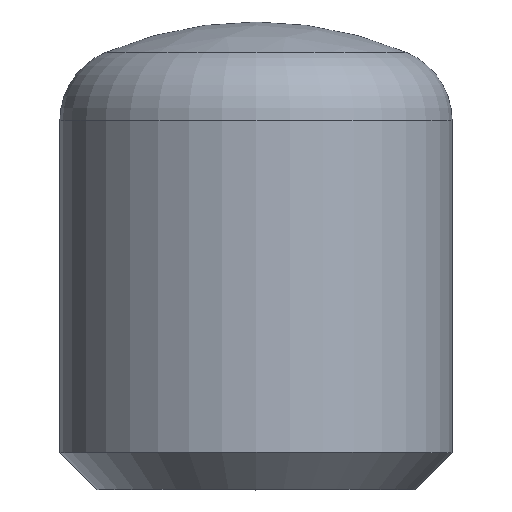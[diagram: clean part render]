
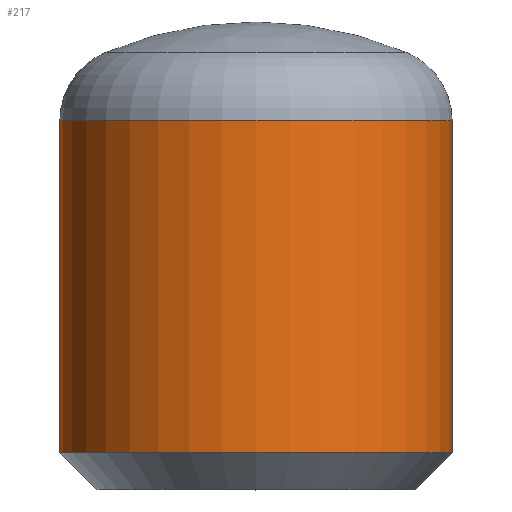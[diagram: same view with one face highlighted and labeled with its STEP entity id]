
A CAD part, top view. The second image highlights one B-rep face of the part: STEP entity #217.
In plain terms, the highlighted cylindrical face has radius 10.65 mm (diameter 21.3 mm), a partial arc.
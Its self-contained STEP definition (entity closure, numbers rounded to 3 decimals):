
#20 = CARTESIAN_POINT ( 'NONE',  ( -10.65, 2817.965, 0. ) ) ;
#31 = ORIENTED_EDGE ( 'NONE', *, *, #419, .F. ) ;
#32 = DIRECTION ( 'NONE',  ( -1., 0., 0. ) ) ;
#49 = EDGE_CURVE ( 'NONE', #208, #360, #52, .T. ) ;
#52 = LINE ( 'NONE', #20, #413 ) ;
#77 = VERTEX_POINT ( 'NONE', #304 ) ;
#99 = DIRECTION ( 'NONE',  ( 0., 1., 0. ) ) ;
#100 = VECTOR ( 'NONE', #240, 1000. ) ;
#103 = CYLINDRICAL_SURFACE ( 'NONE', #206, 10.65 ) ;
#106 = CIRCLE ( 'NONE', #303, 10.65 ) ;
#107 = VERTEX_POINT ( 'NONE', #339 ) ;
#137 = CARTESIAN_POINT ( 'NONE',  ( 0., 2817.965, 0. ) ) ;
#175 = EDGE_CURVE ( 'NONE', #208, #107, #106, .T. ) ;
#177 = DIRECTION ( 'NONE',  ( 0., 1., 0. ) ) ;
#182 = EDGE_CURVE ( 'NONE', #107, #77, #422, .T. ) ;
#190 = AXIS2_PLACEMENT_3D ( 'NONE', #266, #428, #392 ) ;
#206 = AXIS2_PLACEMENT_3D ( 'NONE', #137, #177, #32 ) ;
#208 = VERTEX_POINT ( 'NONE', #376 ) ;
#211 = ORIENTED_EDGE ( 'NONE', *, *, #175, .T. ) ;
#215 = FACE_OUTER_BOUND ( 'NONE', #393, .T. ) ;
#217 = ADVANCED_FACE ( 'NONE', ( #215 ), #103, .T. ) ;
#221 = ORIENTED_EDGE ( 'NONE', *, *, #182, .T. ) ;
#240 = DIRECTION ( 'NONE',  ( 0., 1., 0. ) ) ;
#266 = CARTESIAN_POINT ( 'NONE',  ( 0., 20.045, 0. ) ) ;
#279 = CARTESIAN_POINT ( 'NONE',  ( 10.65, 2817.965, 0. ) ) ;
#299 = DIRECTION ( 'NONE',  ( 0., 1., 0. ) ) ;
#303 = AXIS2_PLACEMENT_3D ( 'NONE', #312, #99, #455 ) ;
#304 = CARTESIAN_POINT ( 'NONE',  ( 10.65, 20.045, 0. ) ) ;
#312 = CARTESIAN_POINT ( 'NONE',  ( 0., 2.01, 0. ) ) ;
#339 = CARTESIAN_POINT ( 'NONE',  ( 10.65, 2.01, 0. ) ) ;
#358 = ORIENTED_EDGE ( 'NONE', *, *, #49, .F. ) ;
#360 = VERTEX_POINT ( 'NONE', #399 ) ;
#376 = CARTESIAN_POINT ( 'NONE',  ( -10.65, 2.01, 0. ) ) ;
#381 = CIRCLE ( 'NONE', #190, 10.65 ) ;
#392 = DIRECTION ( 'NONE',  ( -1., 0., 0. ) ) ;
#393 = EDGE_LOOP ( 'NONE', ( #211, #221, #31, #358 ) ) ;
#399 = CARTESIAN_POINT ( 'NONE',  ( -10.65, 20.045, 0. ) ) ;
#413 = VECTOR ( 'NONE', #299, 1000. ) ;
#419 = EDGE_CURVE ( 'NONE', #360, #77, #381, .T. ) ;
#422 = LINE ( 'NONE', #279, #100 ) ;
#428 = DIRECTION ( 'NONE',  ( 0., 1., 0. ) ) ;
#455 = DIRECTION ( 'NONE',  ( 1., 0., 0. ) ) ;
